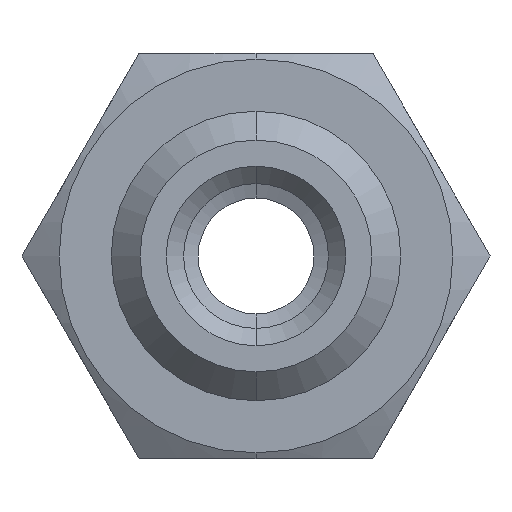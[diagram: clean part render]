
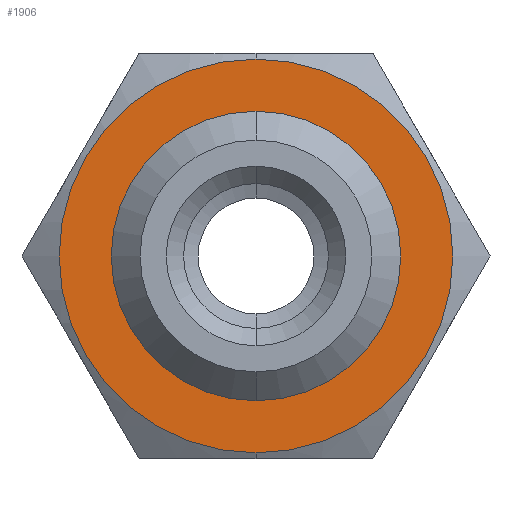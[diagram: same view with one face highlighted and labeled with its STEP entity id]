
A CAD part, front view. The second image highlights one B-rep face of the part: STEP entity #1906.
In plain terms, the highlighted planar face has unit normal (0, -1, 0).
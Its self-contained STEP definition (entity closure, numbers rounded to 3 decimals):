
#128 = EDGE_LOOP ( 'NONE', ( #2047, #2043 ) ) ;
#136 = EDGE_LOOP ( 'NONE', ( #2045, #2058 ) ) ;
#151 = EDGE_CURVE ( 'NONE', #428, #419, #1705, .T. ) ;
#200 = EDGE_CURVE ( 'NONE', #423, #573, #1701, .T. ) ;
#278 = FACE_OUTER_BOUND ( 'NONE', #136, .T. ) ;
#279 = FACE_BOUND ( 'NONE', #128, .T. ) ;
#419 = VERTEX_POINT ( 'NONE', #1481 ) ;
#423 = VERTEX_POINT ( 'NONE', #1442 ) ;
#428 = VERTEX_POINT ( 'NONE', #1446 ) ;
#573 = VERTEX_POINT ( 'NONE', #1045 ) ;
#661 = DIRECTION ( 'NONE',  ( 0., 0., -1. ) ) ;
#666 = DIRECTION ( 'NONE',  ( 0., -1., 0. ) ) ;
#668 = CARTESIAN_POINT ( 'NONE',  ( 0., 9., 0. ) ) ;
#773 = DIRECTION ( 'NONE',  ( 0., -1., 0. ) ) ;
#778 = CARTESIAN_POINT ( 'NONE',  ( 0., 9., 0. ) ) ;
#780 = DIRECTION ( 'NONE',  ( 0., 0., -1. ) ) ;
#804 = PLANE ( 'NONE',  #1628 ) ;
#807 = CARTESIAN_POINT ( 'NONE',  ( 3.4, 9., 0. ) ) ;
#812 = DIRECTION ( 'NONE',  ( 0., 0., -1. ) ) ;
#830 = DIRECTION ( 'NONE',  ( 0., -1., 0. ) ) ;
#1045 = CARTESIAN_POINT ( 'NONE',  ( 0., 9., -2.5 ) ) ;
#1300 = DIRECTION ( 'NONE',  ( 0., -1., 0. ) ) ;
#1308 = DIRECTION ( 'NONE',  ( 0., 0., -1. ) ) ;
#1309 = DIRECTION ( 'NONE',  ( 0., -1., 0. ) ) ;
#1310 = CARTESIAN_POINT ( 'NONE',  ( 0., 9., 0. ) ) ;
#1424 = CARTESIAN_POINT ( 'NONE',  ( 0., 9., 0. ) ) ;
#1430 = DIRECTION ( 'NONE',  ( 0., 0., -1. ) ) ;
#1442 = CARTESIAN_POINT ( 'NONE',  ( 0., 9., 2.5 ) ) ;
#1446 = CARTESIAN_POINT ( 'NONE',  ( 0., 9., 3.4 ) ) ;
#1481 = CARTESIAN_POINT ( 'NONE',  ( 0., 9., -3.4 ) ) ;
#1492 = AXIS2_PLACEMENT_3D ( 'NONE', #778, #773, #780 ) ;
#1628 = AXIS2_PLACEMENT_3D ( 'NONE', #807, #830, #812 ) ;
#1645 = CIRCLE ( 'NONE', #1492, 3.4 ) ;
#1688 = CIRCLE ( 'NONE', #1733, 2.5 ) ;
#1701 = CIRCLE ( 'NONE', #1791, 2.5 ) ;
#1705 = CIRCLE ( 'NONE', #1715, 3.4 ) ;
#1715 = AXIS2_PLACEMENT_3D ( 'NONE', #1424, #1300, #1430 ) ;
#1733 = AXIS2_PLACEMENT_3D ( 'NONE', #668, #666, #661 ) ;
#1791 = AXIS2_PLACEMENT_3D ( 'NONE', #1310, #1309, #1308 ) ;
#1857 = EDGE_CURVE ( 'NONE', #573, #423, #1688, .T. ) ;
#1896 = EDGE_CURVE ( 'NONE', #419, #428, #1645, .T. ) ;
#1906 = ADVANCED_FACE ( 'NONE', ( #278, #279 ), #804, .T. ) ;
#2043 = ORIENTED_EDGE ( 'NONE', *, *, #200, .F. ) ;
#2045 = ORIENTED_EDGE ( 'NONE', *, *, #151, .T. ) ;
#2047 = ORIENTED_EDGE ( 'NONE', *, *, #1857, .F. ) ;
#2058 = ORIENTED_EDGE ( 'NONE', *, *, #1896, .T. ) ;
